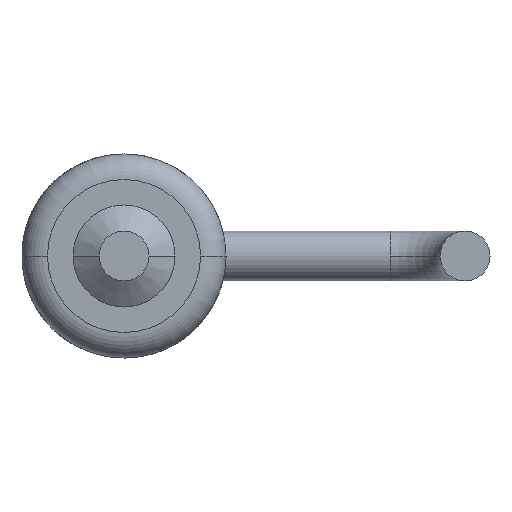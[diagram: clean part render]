
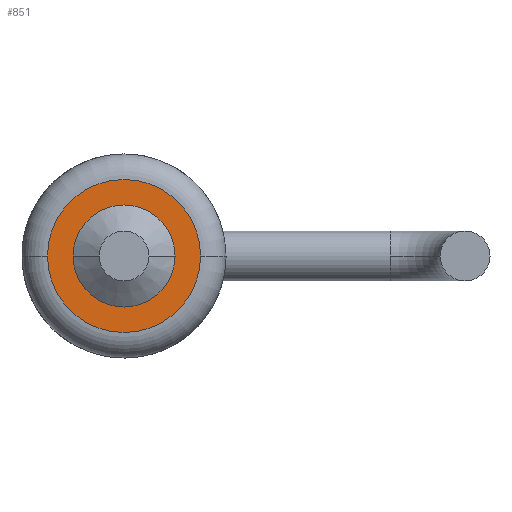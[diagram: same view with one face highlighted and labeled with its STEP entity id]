
A CAD part, front view. The second image highlights one B-rep face of the part: STEP entity #851.
In plain terms, the highlighted planar face has unit normal (0, -1, 0).
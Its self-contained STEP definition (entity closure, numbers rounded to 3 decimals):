
#394 = CARTESIAN_POINT ( 'NONE',  ( 0., 1.21, 0. ) ) ;
#443 = DIRECTION ( 'NONE',  ( 0., -1., 0. ) ) ;
#495 = DIRECTION ( 'NONE',  ( 1., 0., 0. ) ) ;
#552 = ORIENTED_EDGE ( 'NONE', *, *, #4087, .T. ) ;
#589 = CARTESIAN_POINT ( 'NONE',  ( 0.855, 1.21, 0. ) ) ;
#717 = VERTEX_POINT ( 'NONE', #589 ) ;
#811 = EDGE_CURVE ( 'NONE', #1961, #4040, #918, .T. ) ;
#851 = ADVANCED_FACE ( 'NONE', ( #4171, #2911 ), #1044, .F. ) ;
#871 = DIRECTION ( 'NONE',  ( 1., 0., 0. ) ) ;
#918 = CIRCLE ( 'NONE', #3985, 0.57 ) ;
#1023 = CARTESIAN_POINT ( 'NONE',  ( -0.855, 1.21, 0. ) ) ;
#1044 = PLANE ( 'NONE',  #1086 ) ;
#1072 = EDGE_CURVE ( 'NONE', #4040, #1961, #4954, .T. ) ;
#1086 = AXIS2_PLACEMENT_3D ( 'NONE', #3299, #2572, #1098 ) ;
#1098 = DIRECTION ( 'NONE',  ( -1., 0., 0. ) ) ;
#1311 = DIRECTION ( 'NONE',  ( 1., 0., 0. ) ) ;
#1541 = ORIENTED_EDGE ( 'NONE', *, *, #1072, .F. ) ;
#1565 = EDGE_LOOP ( 'NONE', ( #552, #2655 ) ) ;
#1592 = AXIS2_PLACEMENT_3D ( 'NONE', #1701, #3589, #1311 ) ;
#1701 = CARTESIAN_POINT ( 'NONE',  ( 0., 1.21, 0. ) ) ;
#1728 = DIRECTION ( 'NONE',  ( 1., 0., 0. ) ) ;
#1760 = AXIS2_PLACEMENT_3D ( 'NONE', #394, #443, #871 ) ;
#1934 = CARTESIAN_POINT ( 'NONE',  ( -0.57, 1.21, 0. ) ) ;
#1961 = VERTEX_POINT ( 'NONE', #4441 ) ;
#2194 = CARTESIAN_POINT ( 'NONE',  ( 0., 1.21, 0. ) ) ;
#2216 = CIRCLE ( 'NONE', #1592, 0.855 ) ;
#2454 = EDGE_CURVE ( 'NONE', #4234, #717, #2216, .T. ) ;
#2471 = CIRCLE ( 'NONE', #1760, 0.855 ) ;
#2489 = DIRECTION ( 'NONE',  ( 0., -1., 0. ) ) ;
#2572 = DIRECTION ( 'NONE',  ( 0., 1., 0. ) ) ;
#2655 = ORIENTED_EDGE ( 'NONE', *, *, #2454, .T. ) ;
#2911 = FACE_OUTER_BOUND ( 'NONE', #1565, .T. ) ;
#3195 = CARTESIAN_POINT ( 'NONE',  ( 0., 1.21, 0. ) ) ;
#3299 = CARTESIAN_POINT ( 'NONE',  ( -0.855, 1.21, 0. ) ) ;
#3589 = DIRECTION ( 'NONE',  ( 0., -1., 0. ) ) ;
#3985 = AXIS2_PLACEMENT_3D ( 'NONE', #3195, #4753, #495 ) ;
#4040 = VERTEX_POINT ( 'NONE', #1934 ) ;
#4087 = EDGE_CURVE ( 'NONE', #717, #4234, #2471, .T. ) ;
#4171 = FACE_BOUND ( 'NONE', #4201, .T. ) ;
#4201 = EDGE_LOOP ( 'NONE', ( #4913, #1541 ) ) ;
#4234 = VERTEX_POINT ( 'NONE', #1023 ) ;
#4392 = AXIS2_PLACEMENT_3D ( 'NONE', #2194, #2489, #1728 ) ;
#4441 = CARTESIAN_POINT ( 'NONE',  ( 0.57, 1.21, 0. ) ) ;
#4753 = DIRECTION ( 'NONE',  ( 0., -1., 0. ) ) ;
#4913 = ORIENTED_EDGE ( 'NONE', *, *, #811, .F. ) ;
#4954 = CIRCLE ( 'NONE', #4392, 0.57 ) ;
